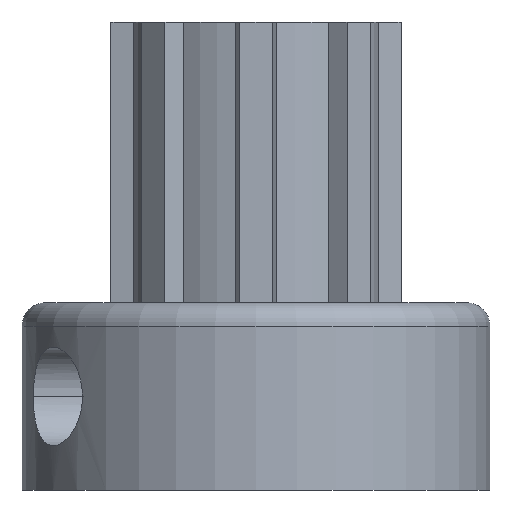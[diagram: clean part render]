
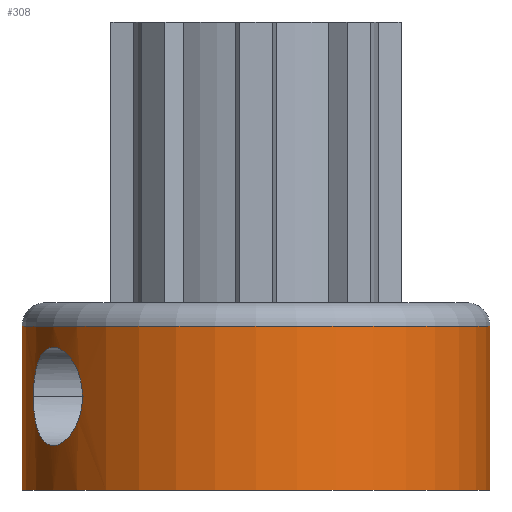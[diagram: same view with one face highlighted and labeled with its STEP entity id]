
A CAD part, front view. The second image highlights one B-rep face of the part: STEP entity #308.
In plain terms, the highlighted cylindrical face has radius 10 mm (diameter 20 mm), a partial arc.
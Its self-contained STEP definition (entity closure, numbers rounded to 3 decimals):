
#10 = VECTOR ( 'NONE', #1520, 1000. ) ;
#21 = VECTOR ( 'NONE', #1528, 1000. ) ;
#76 = AXIS2_PLACEMENT_3D ( 'NONE', #1264, #1302, #1309 ) ;
#102 = CIRCLE ( 'NONE', #76, 10. ) ;
#201 = AXIS2_PLACEMENT_3D ( 'NONE', #865, #871, #870 ) ;
#218 = AXIS2_PLACEMENT_3D ( 'NONE', #776, #775, #774 ) ;
#247 = CIRCLE ( 'NONE', #201, 10. ) ;
#272 = EDGE_CURVE ( 'NONE', #481, #486, #247, .T. ) ;
#308 = ADVANCED_FACE ( 'NONE', ( #630, #629 ), #628, .T. ) ;
#480 = VERTEX_POINT ( 'NONE', #1097 ) ;
#481 = VERTEX_POINT ( 'NONE', #1094 ) ;
#485 = VERTEX_POINT ( 'NONE', #1101 ) ;
#486 = VERTEX_POINT ( 'NONE', #1091 ) ;
#488 = EDGE_LOOP ( 'NONE', ( #1729, #1701, #1727, #1703 ) ) ;
#514 = EDGE_LOOP ( 'NONE', ( #1704, #1705 ) ) ;
#628 = CYLINDRICAL_SURFACE ( 'NONE', #218, 10. ) ;
#629 = FACE_BOUND ( 'NONE', #514, .T. ) ;
#630 = FACE_OUTER_BOUND ( 'NONE', #488, .T. ) ;
#667 = VERTEX_POINT ( 'NONE', #1139 ) ;
#673 = VERTEX_POINT ( 'NONE', #1153 ) ;
#687 = LINE ( 'NONE', #1521, #10 ) ;
#693 = LINE ( 'NONE', #1529, #21 ) ;
#774 = DIRECTION ( 'NONE',  ( -1., 0., 0. ) ) ;
#775 = DIRECTION ( 'NONE',  ( 0., 0., -1. ) ) ;
#776 = CARTESIAN_POINT ( 'NONE',  ( 0., 0., 8. ) ) ;
#865 = CARTESIAN_POINT ( 'NONE',  ( 0., 0., 7. ) ) ;
#870 = DIRECTION ( 'NONE',  ( 1., 0., 0. ) ) ;
#871 = DIRECTION ( 'NONE',  ( 0., 0., -1. ) ) ;
#1091 = CARTESIAN_POINT ( 'NONE',  ( -10., 0., 7. ) ) ;
#1094 = CARTESIAN_POINT ( 'NONE',  ( 10., 0., 7. ) ) ;
#1097 = CARTESIAN_POINT ( 'NONE',  ( -7.417, -6.707, 4. ) ) ;
#1101 = CARTESIAN_POINT ( 'NONE',  ( -10., 0., 0. ) ) ;
#1139 = CARTESIAN_POINT ( 'NONE',  ( -9.517, -3.07, 4. ) ) ;
#1153 = CARTESIAN_POINT ( 'NONE',  ( 10., 0., 0. ) ) ;
#1264 = CARTESIAN_POINT ( 'NONE',  ( 0., 0., 0. ) ) ;
#1302 = DIRECTION ( 'NONE',  ( 0., 0., 1. ) ) ;
#1309 = DIRECTION ( 'NONE',  ( 1., 0., 0. ) ) ;
#1350 = CARTESIAN_POINT ( 'NONE',  ( -9.517, -3.07, 4. ) ) ;
#1351 = CARTESIAN_POINT ( 'NONE',  ( -9.517, -3.07, 4.274 ) ) ;
#1352 = CARTESIAN_POINT ( 'NONE',  ( -9.5, -3.124, 4.551 ) ) ;
#1353 = CARTESIAN_POINT ( 'NONE',  ( -9.448, -3.276, 4.931 ) ) ;
#1354 = CARTESIAN_POINT ( 'NONE',  ( -9.427, -3.339, 5.053 ) ) ;
#1355 = CARTESIAN_POINT ( 'NONE',  ( -9.343, -3.567, 5.387 ) ) ;
#1356 = CARTESIAN_POINT ( 'NONE',  ( -9.374, -3.485, 5.282 ) ) ;
#1357 = CARTESIAN_POINT ( 'NONE',  ( -9.271, -3.749, 5.581 ) ) ;
#1358 = CARTESIAN_POINT ( 'NONE',  ( -7.427, -6.697, 4.276 ) ) ;
#1359 = CARTESIAN_POINT ( 'NONE',  ( -7.491, -6.624, 4.681 ) ) ;
#1360 = CARTESIAN_POINT ( 'NONE',  ( -7.464, -6.656, 4.547 ) ) ;
#1361 = CARTESIAN_POINT ( 'NONE',  ( -7.701, -6.383, 5.293 ) ) ;
#1362 = CARTESIAN_POINT ( 'NONE',  ( -7.597, -6.504, 5.059 ) ) ;
#1363 = CARTESIAN_POINT ( 'NONE',  ( -7.949, -6.068, 5.67 ) ) ;
#1364 = CARTESIAN_POINT ( 'NONE',  ( -7.883, -6.153, 5.582 ) ) ;
#1365 = CARTESIAN_POINT ( 'NONE',  ( -8.158, -5.785, 5.887 ) ) ;
#1366 = CARTESIAN_POINT ( 'NONE',  ( -8.087, -5.883, 5.823 ) ) ;
#1367 = CARTESIAN_POINT ( 'NONE',  ( -9.23, -3.849, 5.669 ) ) ;
#1368 = CARTESIAN_POINT ( 'NONE',  ( -9.14, -4.06, 5.821 ) ) ;
#1369 = CARTESIAN_POINT ( 'NONE',  ( -9.09, -4.17, 5.886 ) ) ;
#1370 = CARTESIAN_POINT ( 'NONE',  ( -8.926, -4.517, 6.045 ) ) ;
#1371 = CARTESIAN_POINT ( 'NONE',  ( -8.799, -4.759, 6.1 ) ) ;
#1372 = CARTESIAN_POINT ( 'NONE',  ( -8.591, -5.119, 6.1 ) ) ;
#1373 = CARTESIAN_POINT ( 'NONE',  ( -8.521, -5.236, 6.087 ) ) ;
#1374 = CARTESIAN_POINT ( 'NONE',  ( -8.377, -5.464, 6.033 ) ) ;
#1375 = CARTESIAN_POINT ( 'NONE',  ( -8.302, -5.576, 5.992 ) ) ;
#1376 = CARTESIAN_POINT ( 'NONE',  ( -7.417, -6.707, 4.139 ) ) ;
#1383 = CARTESIAN_POINT ( 'NONE',  ( -7.417, -6.707, 4. ) ) ;
#1389 = CARTESIAN_POINT ( 'NONE',  ( -7.417, -6.707, 4. ) ) ;
#1390 = CARTESIAN_POINT ( 'NONE',  ( -7.417, -6.707, 3.861 ) ) ;
#1391 = CARTESIAN_POINT ( 'NONE',  ( -7.427, -6.697, 3.724 ) ) ;
#1392 = CARTESIAN_POINT ( 'NONE',  ( -7.463, -6.656, 3.455 ) ) ;
#1393 = CARTESIAN_POINT ( 'NONE',  ( -7.491, -6.625, 3.322 ) ) ;
#1394 = CARTESIAN_POINT ( 'NONE',  ( -7.562, -6.544, 3.067 ) ) ;
#1395 = CARTESIAN_POINT ( 'NONE',  ( -7.704, -6.376, 2.719 ) ) ;
#1396 = CARTESIAN_POINT ( 'NONE',  ( -7.605, -6.494, 2.947 ) ) ;
#1423 = CARTESIAN_POINT ( 'NONE',  ( -9.517, -3.07, 3.863 ) ) ;
#1424 = CARTESIAN_POINT ( 'NONE',  ( -9.517, -3.07, 4. ) ) ;
#1427 = CARTESIAN_POINT ( 'NONE',  ( -9.426, -3.339, 2.946 ) ) ;
#1428 = CARTESIAN_POINT ( 'NONE',  ( -9.448, -3.276, 3.069 ) ) ;
#1429 = CARTESIAN_POINT ( 'NONE',  ( -9.483, -3.174, 3.322 ) ) ;
#1430 = CARTESIAN_POINT ( 'NONE',  ( -9.496, -3.136, 3.453 ) ) ;
#1431 = CARTESIAN_POINT ( 'NONE',  ( -9.513, -3.083, 3.723 ) ) ;
#1432 = CARTESIAN_POINT ( 'NONE',  ( -8.98, -4.403, 2.007 ) ) ;
#1433 = CARTESIAN_POINT ( 'NONE',  ( -9.144, -4.056, 2.166 ) ) ;
#1434 = CARTESIAN_POINT ( 'NONE',  ( -9.235, -3.842, 2.32 ) ) ;
#1435 = CARTESIAN_POINT ( 'NONE',  ( -9.343, -3.567, 2.613 ) ) ;
#1436 = CARTESIAN_POINT ( 'NONE',  ( -9.374, -3.484, 2.718 ) ) ;
#1437 = CARTESIAN_POINT ( 'NONE',  ( -8.52, -5.237, 1.913 ) ) ;
#1438 = CARTESIAN_POINT ( 'NONE',  ( -8.591, -5.12, 1.9 ) ) ;
#1439 = CARTESIAN_POINT ( 'NONE',  ( -8.729, -4.882, 1.9 ) ) ;
#1440 = CARTESIAN_POINT ( 'NONE',  ( -8.796, -4.759, 1.914 ) ) ;
#1441 = CARTESIAN_POINT ( 'NONE',  ( -8.921, -4.52, 1.968 ) ) ;
#1442 = CARTESIAN_POINT ( 'NONE',  ( -7.761, -6.307, 2.611 ) ) ;
#1443 = CARTESIAN_POINT ( 'NONE',  ( -7.944, -6.077, 2.322 ) ) ;
#1444 = CARTESIAN_POINT ( 'NONE',  ( -8.086, -5.89, 2.165 ) ) ;
#1445 = CARTESIAN_POINT ( 'NONE',  ( -8.302, -5.577, 2.008 ) ) ;
#1446 = CARTESIAN_POINT ( 'NONE',  ( -8.375, -5.466, 1.968 ) ) ;
#1520 = DIRECTION ( 'NONE',  ( 0., 0., -1. ) ) ;
#1521 = CARTESIAN_POINT ( 'NONE',  ( -10., 0., 8. ) ) ;
#1528 = DIRECTION ( 'NONE',  ( 0., 0., -1. ) ) ;
#1529 = CARTESIAN_POINT ( 'NONE',  ( 10., 0., 8. ) ) ;
#1701 = ORIENTED_EDGE ( 'NONE', *, *, #272, .T. ) ;
#1703 = ORIENTED_EDGE ( 'NONE', *, *, #2000, .T. ) ;
#1704 = ORIENTED_EDGE ( 'NONE', *, *, #2028, .T. ) ;
#1705 = ORIENTED_EDGE ( 'NONE', *, *, #2022, .T. ) ;
#1727 = ORIENTED_EDGE ( 'NONE', *, *, #2056, .T. ) ;
#1729 = ORIENTED_EDGE ( 'NONE', *, *, #2047, .F. ) ;
#1973 = B_SPLINE_CURVE_WITH_KNOTS ( 'NONE', 3,
 ( #1350, #1351, #1352, #1353, #1354, #1356, #1355, #1357, #1367, #1368, #1369, #1370, #1371, #1372, #1373, #1374, #1375, #1365, #1366, #1363, #1364, #1361, #1362, #1359, #1360, #1358, #1376, #1383 ),
 .UNSPECIFIED., .F., .F.,
 ( 4, 2, 2, 2, 2, 2, 2, 2, 2, 2, 2, 2, 2, 4 ),
 ( 0.007, 0.007, 0.008, 0.008, 0.009, 0.009, 0.01, 0.01, 0.011, 0.011, 0.012, 0.012, 0.013, 0.013 ),
 .UNSPECIFIED. ) ;
#1974 = B_SPLINE_CURVE_WITH_KNOTS ( 'NONE', 3,
 ( #1389, #1390, #1391, #1392, #1393, #1394, #1396, #1395, #1442, #1443, #1444, #1445, #1446, #1437, #1438, #1439, #1440, #1441, #1432, #1433, #1434, #1435, #1436, #1427, #1428, #1429, #1430, #1431, #1423, #1424 ),
 .UNSPECIFIED., .F., .F.,
 ( 4, 2, 2, 2, 2, 2, 2, 2, 2, 2, 2, 2, 2, 2, 4 ),
 ( 0., 0., 0.001, 0.001, 0.002, 0.002, 0.003, 0.003, 0.004, 0.004, 0.005, 0.005, 0.006, 0.006, 0.007 ),
 .UNSPECIFIED. ) ;
#2000 = EDGE_CURVE ( 'NONE', #485, #673, #102, .T. ) ;
#2022 = EDGE_CURVE ( 'NONE', #667, #480, #1973, .T. ) ;
#2028 = EDGE_CURVE ( 'NONE', #480, #667, #1974, .T. ) ;
#2047 = EDGE_CURVE ( 'NONE', #481, #673, #693, .T. ) ;
#2056 = EDGE_CURVE ( 'NONE', #486, #485, #687, .T. ) ;
